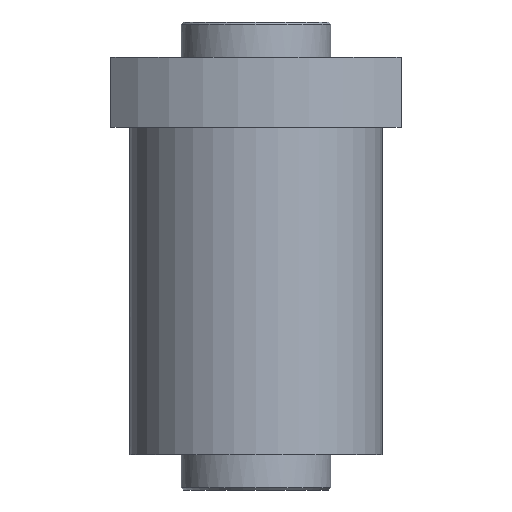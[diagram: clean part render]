
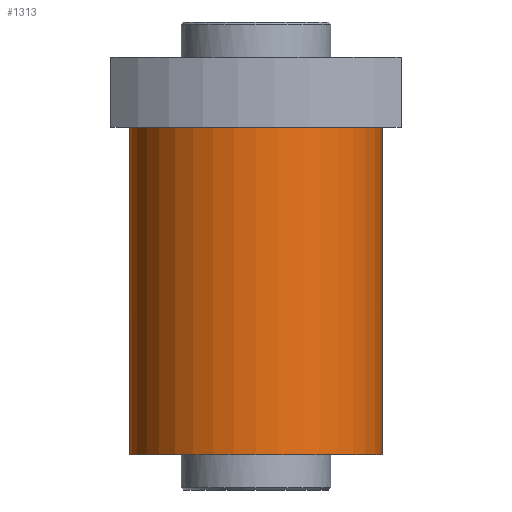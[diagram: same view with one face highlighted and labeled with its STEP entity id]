
A CAD part, front view. The second image highlights one B-rep face of the part: STEP entity #1313.
In plain terms, the highlighted cylindrical face has radius 27 mm (diameter 54 mm), a full revolution.
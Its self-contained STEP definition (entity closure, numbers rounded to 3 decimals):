
#94=B_SPLINE_CURVE_WITH_KNOTS('',3,(#2296,#2297,#2298,#2299,#2300,#2301,
#2302,#2303,#2304,#2305,#2306),.UNSPECIFIED.,.T.,.F.,(1,1,1,1,1,1,1,1,1,
1,1,1,1,1,1),(-0.004,-0.002,-0.001,
0.,0.001,0.002,0.004,0.005,
0.006,0.007,0.008,0.009,
0.011,0.012,0.013),.UNSPECIFIED.);
#95=B_SPLINE_CURVE_WITH_KNOTS('',3,(#2310,#2311,#2312,#2313,#2314,#2315,
#2316,#2317,#2318,#2319,#2320),.UNSPECIFIED.,.T.,.F.,(1,1,1,1,1,1,1,1,1,
1,1,1,1,1,1),(-0.004,-0.002,-0.001,
0.,0.001,0.002,0.004,0.005,
0.006,0.007,0.008,0.009,
0.011,0.012,0.013),.UNSPECIFIED.);
#157=CIRCLE('',#1457,27.);
#158=CIRCLE('',#1458,27.);
#314=ORIENTED_EDGE('',*,*,#668,.T.);
#315=ORIENTED_EDGE('',*,*,#669,.T.);
#316=ORIENTED_EDGE('',*,*,#670,.F.);
#317=ORIENTED_EDGE('',*,*,#671,.T.);
#668=EDGE_CURVE('',#824,#824,#157,.T.);
#669=EDGE_CURVE('',#825,#825,#94,.T.);
#670=EDGE_CURVE('',#826,#826,#158,.T.);
#671=EDGE_CURVE('',#827,#827,#95,.T.);
#824=VERTEX_POINT('',#2295);
#825=VERTEX_POINT('',#2307);
#826=VERTEX_POINT('',#2309);
#827=VERTEX_POINT('',#2321);
#1011=EDGE_LOOP('',(#314));
#1012=EDGE_LOOP('',(#315));
#1013=EDGE_LOOP('',(#316));
#1014=EDGE_LOOP('',(#317));
#1141=FACE_BOUND('',#1011,.T.);
#1142=FACE_BOUND('',#1012,.T.);
#1143=FACE_BOUND('',#1013,.T.);
#1144=FACE_BOUND('',#1014,.T.);
#1250=CYLINDRICAL_SURFACE('',#1456,27.);
#1313=ADVANCED_FACE('',(#1141,#1142,#1143,#1144),#1250,.T.);
#1456=AXIS2_PLACEMENT_3D('',#2293,#1723,#1724);
#1457=AXIS2_PLACEMENT_3D('',#2294,#1725,#1726);
#1458=AXIS2_PLACEMENT_3D('',#2308,#1727,#1728);
#1723=DIRECTION('',(0.,0.,-1.));
#1724=DIRECTION('',(-1.,0.,0.));
#1725=DIRECTION('',(0.,0.,-1.));
#1726=DIRECTION('',(-1.,0.,0.));
#1727=DIRECTION('',(0.,0.,-1.));
#1728=DIRECTION('',(-1.,0.,0.));
#2293=CARTESIAN_POINT('',(0.,0.,0.));
#2294=CARTESIAN_POINT('',(0.,0.,70.));
#2295=CARTESIAN_POINT('',(-27.,0.,70.));
#2296=CARTESIAN_POINT('',(26.979,-1.177,4.174));
#2297=CARTESIAN_POINT('',(27.01,0.,4.663));
#2298=CARTESIAN_POINT('',(26.979,1.176,4.175));
#2299=CARTESIAN_POINT('',(26.948,1.662,3.001));
#2300=CARTESIAN_POINT('',(26.979,1.176,1.825));
#2301=CARTESIAN_POINT('',(27.01,0.,1.338));
#2302=CARTESIAN_POINT('',(26.979,-1.174,1.823));
#2303=CARTESIAN_POINT('',(26.948,-1.662,2.998));
#2304=CARTESIAN_POINT('',(26.979,-1.177,4.174));
#2305=CARTESIAN_POINT('',(27.01,0.,4.663));
#2306=CARTESIAN_POINT('',(26.979,1.176,4.175));
#2307=CARTESIAN_POINT('',(27.,0.,4.5));
#2308=CARTESIAN_POINT('',(0.,0.,0.));
#2309=CARTESIAN_POINT('',(-27.,0.,0.));
#2310=CARTESIAN_POINT('',(-26.979,1.177,4.174));
#2311=CARTESIAN_POINT('',(-27.01,0.,4.663));
#2312=CARTESIAN_POINT('',(-26.979,-1.176,4.175));
#2313=CARTESIAN_POINT('',(-26.948,-1.662,3.001));
#2314=CARTESIAN_POINT('',(-26.979,-1.176,1.825));
#2315=CARTESIAN_POINT('',(-27.01,0.,1.338));
#2316=CARTESIAN_POINT('',(-26.979,1.174,1.823));
#2317=CARTESIAN_POINT('',(-26.948,1.662,2.998));
#2318=CARTESIAN_POINT('',(-26.979,1.177,4.174));
#2319=CARTESIAN_POINT('',(-27.01,0.,4.663));
#2320=CARTESIAN_POINT('',(-26.979,-1.176,4.175));
#2321=CARTESIAN_POINT('',(-27.,0.,4.5));
